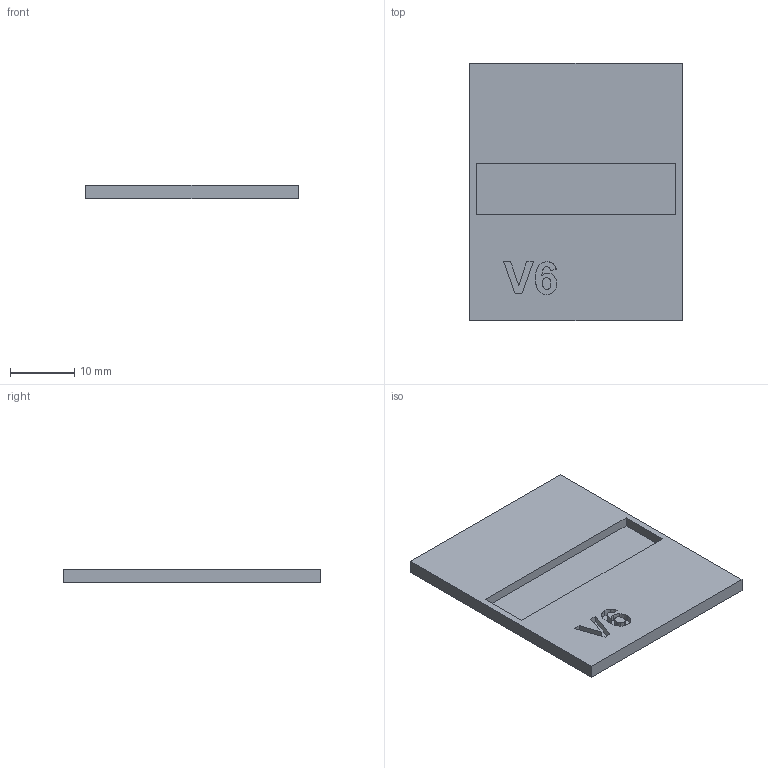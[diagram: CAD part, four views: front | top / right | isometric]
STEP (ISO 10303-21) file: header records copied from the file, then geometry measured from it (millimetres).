
FILE_DESCRIPTION(('FreeCAD Model'),'2;1');
FILE_NAME('Open CASCADE Shape Model','2025-01-05T18:16:54',(''),(''), 'Open CASCADE STEP processor 7.8','FreeCAD','Unknown');
FILE_SCHEMA(('AUTOMOTIVE_DESIGN { 1 0 10303 214 1 1 1 1 }'));
Length unit declared in the file: millimetre
Products named in the file (1): Body003
Bounding box: 33 x 40 x 2.1 mm (x, y, z)
Volume: 2139.9 mm3; surface area: 3205.9 mm2
Topology: 1 solids, 1 shells, 53 faces, 145 edges, 96 vertices
Faces by surface type: plane 30, extrusion 23
Entity records: 1715 total; most frequent: CARTESIAN_POINT 433, ORIENTED_EDGE 290, DIRECTION 184, EDGE_CURVE 145, VECTOR 122, LINE 99, VERTEX_POINT 96, B_SPLINE_CURVE_WITH_KNOTS 69
